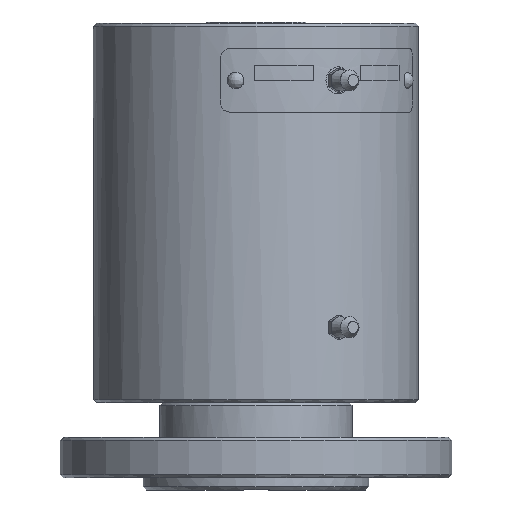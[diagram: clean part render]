
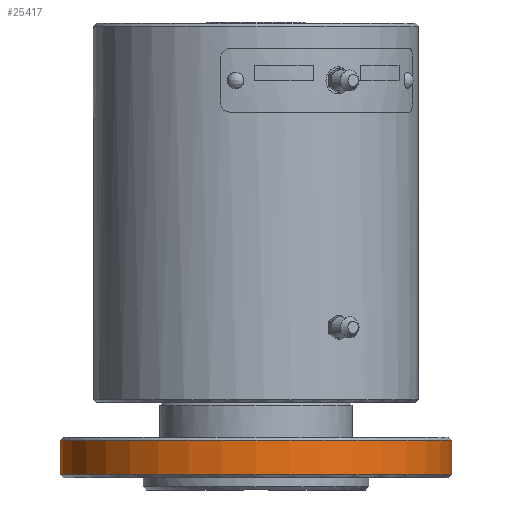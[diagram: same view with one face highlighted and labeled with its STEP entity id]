
A CAD part, front view. The second image highlights one B-rep face of the part: STEP entity #25417.
In plain terms, the highlighted cylindrical face has radius 65 mm (diameter 130 mm), a full revolution.
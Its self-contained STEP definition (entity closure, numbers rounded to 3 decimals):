
#1279 = DIRECTION ( 'NONE',  ( 0., 1., 0. ) ) ;
#2757 = ORIENTED_EDGE ( 'NONE', *, *, #7212, .F. ) ;
#7212 = EDGE_CURVE ( 'NONE', #24256, #24256, #25972, .T. ) ;
#8274 = AXIS2_PLACEMENT_3D ( 'NONE', #28538, #8979, #15526 ) ;
#8811 = CARTESIAN_POINT ( 'NONE',  ( 0., 0., 17.5 ) ) ;
#8979 = DIRECTION ( 'NONE',  ( 0., 0., 1. ) ) ;
#11069 = EDGE_LOOP ( 'NONE', ( #38631 ) ) ;
#14380 = AXIS2_PLACEMENT_3D ( 'NONE', #8811, #34977, #34839 ) ;
#15526 = DIRECTION ( 'NONE',  ( -1., 0., 0. ) ) ;
#20228 = CYLINDRICAL_SURFACE ( 'NONE', #14380, 65. ) ;
#20390 = EDGE_LOOP ( 'NONE', ( #2757 ) ) ;
#23139 = AXIS2_PLACEMENT_3D ( 'NONE', #27490, #27213, #1279 ) ;
#23764 = EDGE_CURVE ( 'NONE', #23779, #23779, #41398, .T. ) ;
#23779 = VERTEX_POINT ( 'NONE', #31577 ) ;
#24256 = VERTEX_POINT ( 'NONE', #30308 ) ;
#25417 = ADVANCED_FACE ( 'NONE', ( #33058, #37657 ), #20228, .T. ) ;
#25972 = CIRCLE ( 'NONE', #23139, 65. ) ;
#27213 = DIRECTION ( 'NONE',  ( 0., 0., 1. ) ) ;
#27490 = CARTESIAN_POINT ( 'NONE',  ( 0., 0., 16.5 ) ) ;
#28538 = CARTESIAN_POINT ( 'NONE',  ( 0., 0., 5. ) ) ;
#30308 = CARTESIAN_POINT ( 'NONE',  ( 0., 65., 16.5 ) ) ;
#31577 = CARTESIAN_POINT ( 'NONE',  ( -65., 0., 5. ) ) ;
#33058 = FACE_OUTER_BOUND ( 'NONE', #11069, .T. ) ;
#34839 = DIRECTION ( 'NONE',  ( -1., 0., 0. ) ) ;
#34977 = DIRECTION ( 'NONE',  ( 0., 0., -1. ) ) ;
#37657 = FACE_OUTER_BOUND ( 'NONE', #20390, .T. ) ;
#38631 = ORIENTED_EDGE ( 'NONE', *, *, #23764, .T. ) ;
#41398 = CIRCLE ( 'NONE', #8274, 65. ) ;
